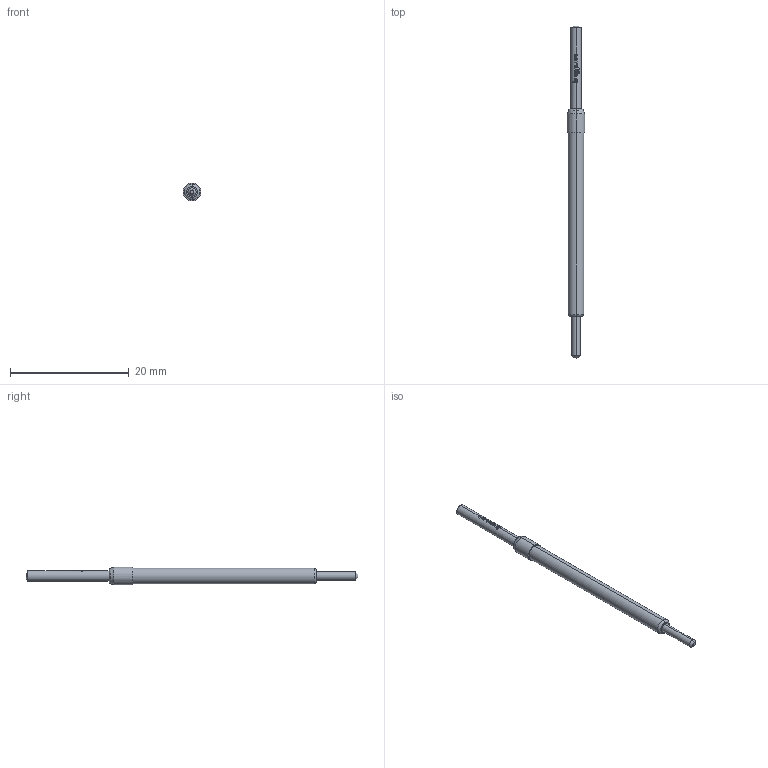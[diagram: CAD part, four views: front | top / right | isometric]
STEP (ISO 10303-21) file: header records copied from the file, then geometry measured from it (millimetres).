
FILE_DESCRIPTION (( 'STEP AP203' ), '1' );
FILE_NAME ('INGUN_GKS-504_305_180_N_xx04.STEP', '2022-05-09T12:40:25', ( 'ochi' ), ( '' ), 'SwSTEP 2.0', 'SolidWorks 2018', '' );
FILE_SCHEMA (( 'CONFIG_CONTROL_DESIGN' ));
Length unit declared in the file: millimetre
Products named in the file (1): INGUN_GKS-504_305_180_N_xx04
Bounding box: 3 x 56 x 3 mm (x, y, z)
Volume: 243.6 mm3; surface area: 412.5 mm2
Topology: 1 solids, 1 shells, 103 faces, 284 edges, 187 vertices
Faces by surface type: plane 44, cylinder 27, bspline 22, cone 4, torus 4, sphere 2
Entity records: 3673 total; most frequent: CARTESIAN_POINT 1099, ORIENTED_EDGE 568, DIRECTION 470, EDGE_CURVE 284, AXIS2_PLACEMENT_3D 190, VERTEX_POINT 187, CIRCLE 108, EDGE_LOOP 107
